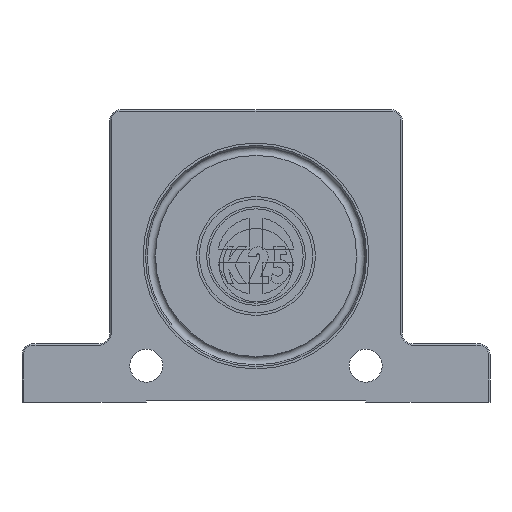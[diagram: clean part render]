
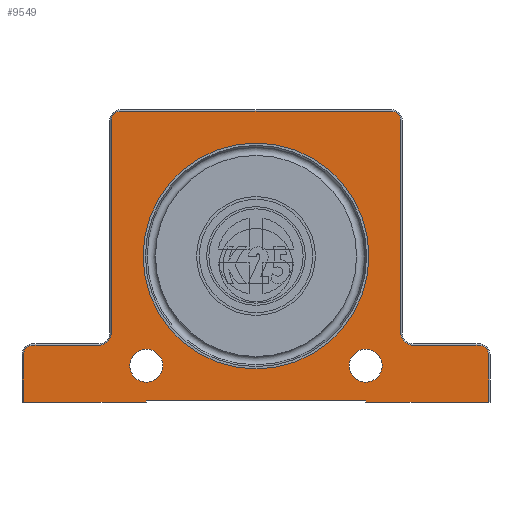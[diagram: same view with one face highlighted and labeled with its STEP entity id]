
A CAD part, left-side view. The second image highlights one B-rep face of the part: STEP entity #9549.
In plain terms, the highlighted planar face has unit normal (-1, 0, 0).
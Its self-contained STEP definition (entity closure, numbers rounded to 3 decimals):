
#8365=CARTESIAN_POINT('',(-19.0,-63.6,0.0));
#8366=VERTEX_POINT('',#8365);
#8383=CARTESIAN_POINT('',(-19.0,-63.6,13.));
#8384=VERTEX_POINT('',#8383);
#8391=CARTESIAN_POINT('',(-19.0,-63.6,13.));
#8392=DIRECTION('',(0.0,0.0,-1.0));
#8393=VECTOR('',#8392,13.);
#8394=LINE('',#8391,#8393);
#8395=EDGE_CURVE('',#8384,#8366,#8394,.T.);
#8407=CARTESIAN_POINT('',(-19.0,-61.,15.6));
#8408=VERTEX_POINT('',#8407);
#8415=CARTESIAN_POINT('',(-19.0,-61.,13.));
#8416=DIRECTION('',(1.0,0.0,0.0));
#8417=DIRECTION('',(0.0,-0.707,0.707));
#8418=AXIS2_PLACEMENT_3D('',#8415,#8416,#8417);
#8419=CIRCLE('',#8418,2.6);
#8420=EDGE_CURVE('',#8408,#8384,#8419,.T.);
#8440=CARTESIAN_POINT('',(-19.0,-43.0,15.6));
#8441=VERTEX_POINT('',#8440);
#8448=CARTESIAN_POINT('',(-19.0,-43.0,15.6));
#8449=DIRECTION('',(0.0,-1.0,0.0));
#8450=VECTOR('',#8449,18.);
#8451=LINE('',#8448,#8450);
#8452=EDGE_CURVE('',#8441,#8408,#8451,.T.);
#8469=CARTESIAN_POINT('',(-19.0,-39.6,19.));
#8470=VERTEX_POINT('',#8469);
#8477=CARTESIAN_POINT('',(-19.0,-43.0,19.));
#8478=DIRECTION('',(-1.,0.0,0.0));
#8479=DIRECTION('',(0.0,0.707,-0.707));
#8480=AXIS2_PLACEMENT_3D('',#8477,#8478,#8479);
#8481=CIRCLE('',#8480,3.4);
#8482=EDGE_CURVE('',#8470,#8441,#8481,.T.);
#8500=CARTESIAN_POINT('',(-19.0,-39.6,77.));
#8501=VERTEX_POINT('',#8500);
#8508=CARTESIAN_POINT('',(-19.0,-39.6,77.));
#8509=DIRECTION('',(0.0,0.0,-1.0));
#8510=VECTOR('',#8509,58.);
#8511=LINE('',#8508,#8510);
#8512=EDGE_CURVE('',#8501,#8470,#8511,.T.);
#8526=CARTESIAN_POINT('',(-19.0,-37.,79.6));
#8527=VERTEX_POINT('',#8526);
#8534=CARTESIAN_POINT('',(-19.0,-37.,77.));
#8535=DIRECTION('',(1.0,0.0,0.0));
#8536=DIRECTION('',(0.0,-0.707,0.707));
#8537=AXIS2_PLACEMENT_3D('',#8534,#8535,#8536);
#8538=CIRCLE('',#8537,2.6);
#8539=EDGE_CURVE('',#8527,#8501,#8538,.T.);
#8559=CARTESIAN_POINT('',(-19.0,37.,79.6));
#8560=VERTEX_POINT('',#8559);
#8567=CARTESIAN_POINT('',(-19.0,37.,79.6));
#8568=DIRECTION('',(0.0,-1.0,0.0));
#8569=VECTOR('',#8568,74.);
#8570=LINE('',#8567,#8569);
#8571=EDGE_CURVE('',#8560,#8527,#8570,.T.);
#8590=CARTESIAN_POINT('',(-19.0,39.6,77.0));
#8591=VERTEX_POINT('',#8590);
#8598=CARTESIAN_POINT('',(-19.0,37.,77.0));
#8599=DIRECTION('',(1.0,0.0,0.0));
#8600=DIRECTION('',(0.0,0.707,0.707));
#8601=AXIS2_PLACEMENT_3D('',#8598,#8599,#8600);
#8602=CIRCLE('',#8601,2.6);
#8603=EDGE_CURVE('',#8591,#8560,#8602,.T.);
#8623=CARTESIAN_POINT('',(-19.0,39.6,19.));
#8624=VERTEX_POINT('',#8623);
#8631=CARTESIAN_POINT('',(-19.0,39.6,19.));
#8632=DIRECTION('',(0.0,0.0,1.0));
#8633=VECTOR('',#8632,58.);
#8634=LINE('',#8631,#8633);
#8635=EDGE_CURVE('',#8624,#8591,#8634,.T.);
#8654=CARTESIAN_POINT('',(-19.0,43.,15.6));
#8655=VERTEX_POINT('',#8654);
#8662=CARTESIAN_POINT('',(-19.0,43.,19.));
#8663=DIRECTION('',(-1.,0.0,0.0));
#8664=DIRECTION('',(0.0,-0.707,-0.707));
#8665=AXIS2_PLACEMENT_3D('',#8662,#8663,#8664);
#8666=CIRCLE('',#8665,3.4);
#8667=EDGE_CURVE('',#8655,#8624,#8666,.T.);
#8687=CARTESIAN_POINT('',(-19.0,61.,15.6));
#8688=VERTEX_POINT('',#8687);
#8695=CARTESIAN_POINT('',(-19.0,61.,15.6));
#8696=DIRECTION('',(0.0,-1.0,0.0));
#8697=VECTOR('',#8696,18.);
#8698=LINE('',#8695,#8697);
#8699=EDGE_CURVE('',#8688,#8655,#8698,.T.);
#8718=CARTESIAN_POINT('',(-19.0,63.6,13.));
#8719=VERTEX_POINT('',#8718);
#8726=CARTESIAN_POINT('',(-19.0,61.,13.0));
#8727=DIRECTION('',(1.0,0.0,0.0));
#8728=DIRECTION('',(0.0,0.707,0.707));
#8729=AXIS2_PLACEMENT_3D('',#8726,#8727,#8728);
#8730=CIRCLE('',#8729,2.6);
#8731=EDGE_CURVE('',#8719,#8688,#8730,.T.);
#8751=CARTESIAN_POINT('',(-19.0,63.6,0.0));
#8752=VERTEX_POINT('',#8751);
#8759=CARTESIAN_POINT('',(-19.0,63.6,0.0));
#8760=DIRECTION('',(0.0,0.0,1.0));
#8761=VECTOR('',#8760,13.);
#8762=LINE('',#8759,#8761);
#8763=EDGE_CURVE('',#8752,#8719,#8762,.T.);
#8796=CARTESIAN_POINT('',(-19.,30.0,0.0));
#8797=VERTEX_POINT('',#8796);
#8804=CARTESIAN_POINT('',(-19.0,30.0,0.0));
#8805=DIRECTION('',(0.0,1.0,0.0));
#8806=VECTOR('',#8805,33.6);
#8807=LINE('',#8804,#8806);
#8808=EDGE_CURVE('',#8797,#8752,#8807,.T.);
#9394=CARTESIAN_POINT('',(-19.,-30.0,0.5));
#9395=VERTEX_POINT('',#9394);
#9403=CARTESIAN_POINT('',(-19.,-30.0,0.0));
#9404=VERTEX_POINT('',#9403);
#9411=CARTESIAN_POINT('',(-19.0,-30.0,0.5));
#9412=DIRECTION('',(0.0,0.0,-1.0));
#9413=VECTOR('',#9412,0.5);
#9414=LINE('',#9411,#9413);
#9415=EDGE_CURVE('',#9395,#9404,#9414,.T.);
#9425=CARTESIAN_POINT('',(-19.,30.0,0.5));
#9426=VERTEX_POINT('',#9425);
#9433=CARTESIAN_POINT('',(-19.0,30.0,0.0));
#9434=DIRECTION('',(0.0,0.0,1.0));
#9435=VECTOR('',#9434,0.5);
#9436=LINE('',#9433,#9435);
#9437=EDGE_CURVE('',#8797,#9426,#9436,.T.);
#9451=CARTESIAN_POINT('',(-19.0,30.0,0.5));
#9452=DIRECTION('',(0.0,-1.0,0.0));
#9453=VECTOR('',#9452,60.0);
#9454=LINE('',#9451,#9453);
#9455=EDGE_CURVE('',#9426,#9395,#9454,.T.);
#9467=CARTESIAN_POINT('',(-19.0,-63.6,0.0));
#9468=DIRECTION('',(0.0,1.0,0.0));
#9469=VECTOR('',#9468,33.6);
#9470=LINE('',#9467,#9469);
#9471=EDGE_CURVE('',#8366,#9404,#9470,.T.);
#9491=CARTESIAN_POINT('',(-19.0,26.667,34.667));
#9492=DIRECTION('',(1.0,0.0,0.0));
#9493=DIRECTION('',(0.0,0.0,-1.0));
#9494=AXIS2_PLACEMENT_3D('',#9491,#9492,#9493);
#9495=PLANE('',#9494);
#9496=ORIENTED_EDGE('',*,*,#8763,.F.);
#9497=ORIENTED_EDGE('',*,*,#8808,.F.);
#9498=ORIENTED_EDGE('',*,*,#9437,.T.);
#9499=ORIENTED_EDGE('',*,*,#9455,.T.);
#9500=ORIENTED_EDGE('',*,*,#9415,.T.);
#9501=ORIENTED_EDGE('',*,*,#9471,.F.);
#9502=ORIENTED_EDGE('',*,*,#8395,.F.);
#9503=ORIENTED_EDGE('',*,*,#8420,.F.);
#9504=ORIENTED_EDGE('',*,*,#8452,.F.);
#9505=ORIENTED_EDGE('',*,*,#8482,.F.);
#9506=ORIENTED_EDGE('',*,*,#8512,.F.);
#9507=ORIENTED_EDGE('',*,*,#8539,.F.);
#9508=ORIENTED_EDGE('',*,*,#8571,.F.);
#9509=ORIENTED_EDGE('',*,*,#8603,.F.);
#9510=ORIENTED_EDGE('',*,*,#8635,.F.);
#9511=ORIENTED_EDGE('',*,*,#8667,.F.);
#9512=ORIENTED_EDGE('',*,*,#8699,.F.);
#9513=ORIENTED_EDGE('',*,*,#8731,.F.);
#9514=EDGE_LOOP('',(#9496,#9497,#9498,#9499,#9500,#9501,#9502,#9503,#9504,#9505,#9506,#9507,#9508,#9509,#9510,#9511,#9512,#9513));
#9515=FACE_OUTER_BOUND('',#9514,.T.);
#9516=CARTESIAN_POINT('',(-19.,-30.0,14.5));
#9517=VERTEX_POINT('',#9516);
#9518=CARTESIAN_POINT('',(-19.,-30.0,10.));
#9519=DIRECTION('',(1.0,0.0,0.0));
#9520=DIRECTION('',(0.0,0.0,-1.0));
#9521=AXIS2_PLACEMENT_3D('',#9518,#9519,#9520);
#9522=CIRCLE('',#9521,4.5);
#9523=EDGE_CURVE('',#9517,#9517,#9522,.T.);
#9524=ORIENTED_EDGE('',*,*,#9523,.T.);
#9525=EDGE_LOOP('',(#9524));
#9526=FACE_BOUND('',#9525,.T.);
#9527=CARTESIAN_POINT('',(-19.,30.0,14.5));
#9528=VERTEX_POINT('',#9527);
#9529=CARTESIAN_POINT('',(-19.,30.0,10.));
#9530=DIRECTION('',(1.0,0.0,0.0));
#9531=DIRECTION('',(0.0,0.0,-1.0));
#9532=AXIS2_PLACEMENT_3D('',#9529,#9530,#9531);
#9533=CIRCLE('',#9532,4.5);
#9534=EDGE_CURVE('',#9528,#9528,#9533,.T.);
#9535=ORIENTED_EDGE('',*,*,#9534,.T.);
#9536=EDGE_LOOP('',(#9535));
#9537=FACE_BOUND('',#9536,.T.);
#9538=CARTESIAN_POINT('',(-19.0,0.0,9.1));
#9539=VERTEX_POINT('',#9538);
#9540=CARTESIAN_POINT('',(-19.0,0.0,40.));
#9541=DIRECTION('',(1.0,0.0,0.0));
#9542=DIRECTION('',(0.0,0.0,-1.0));
#9543=AXIS2_PLACEMENT_3D('',#9540,#9541,#9542);
#9544=CIRCLE('',#9543,30.9);
#9545=EDGE_CURVE('',#9539,#9539,#9544,.T.);
#9546=ORIENTED_EDGE('',*,*,#9545,.T.);
#9547=EDGE_LOOP('',(#9546));
#9548=FACE_BOUND('',#9547,.T.);
#9549=ADVANCED_FACE('',(#9515,#9526,#9537,#9548),#9495,.F.);
